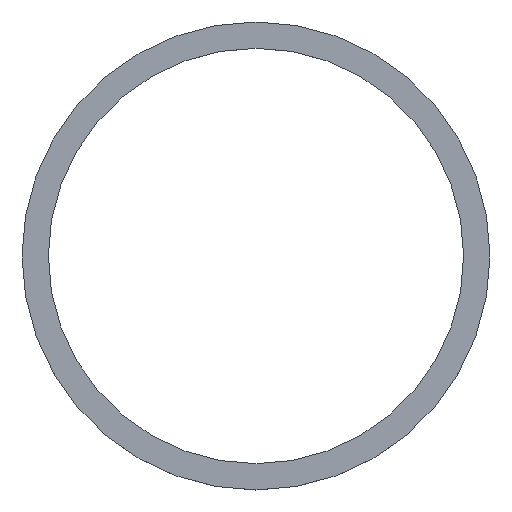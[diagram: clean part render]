
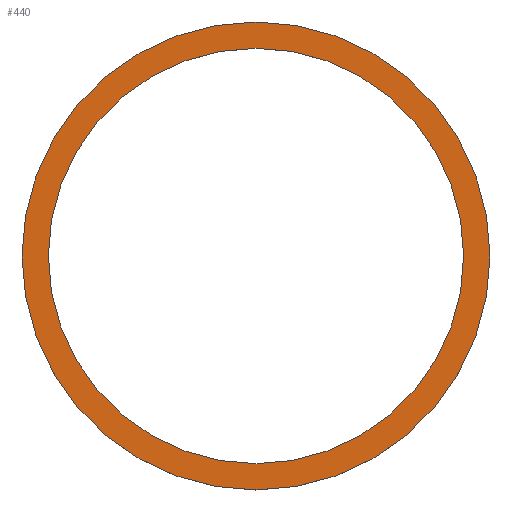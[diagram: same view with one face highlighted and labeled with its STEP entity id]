
A CAD part, top view. The second image highlights one B-rep face of the part: STEP entity #440.
In plain terms, the highlighted planar face has unit normal (0, 0, 1).
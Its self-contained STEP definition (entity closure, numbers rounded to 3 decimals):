
#8 = CARTESIAN_POINT ( 'NONE',  ( 0., 0., 0. ) ) ;
#10 = DIRECTION ( 'NONE',  ( 0., 0., 1. ) ) ;
#15 = AXIS2_PLACEMENT_3D ( 'NONE', #332, #314, #311 ) ;
#39 = CIRCLE ( 'NONE', #15, 120. ) ;
#53 = PLANE ( 'NONE',  #350 ) ;
#58 = CARTESIAN_POINT ( 'NONE',  ( 120., 0., 0. ) ) ;
#84 = CARTESIAN_POINT ( 'NONE',  ( 106.5, 0., 0. ) ) ;
#93 = CARTESIAN_POINT ( 'NONE',  ( 0., 0., 0. ) ) ;
#96 = DIRECTION ( 'NONE',  ( 1., 0., 0. ) ) ;
#115 = VERTEX_POINT ( 'NONE', #58 ) ;
#131 = EDGE_LOOP ( 'NONE', ( #291, #146 ) ) ;
#135 = DIRECTION ( 'NONE',  ( 0., 0., 1. ) ) ;
#136 = EDGE_CURVE ( 'NONE', #115, #163, #39, .T. ) ;
#141 = CIRCLE ( 'NONE', #518, 120. ) ;
#146 = ORIENTED_EDGE ( 'NONE', *, *, #317, .F. ) ;
#163 = VERTEX_POINT ( 'NONE', #296 ) ;
#171 = AXIS2_PLACEMENT_3D ( 'NONE', #93, #10, #96 ) ;
#211 = DIRECTION ( 'NONE',  ( -1., 0., 0. ) ) ;
#223 = EDGE_LOOP ( 'NONE', ( #264, #328 ) ) ;
#247 = EDGE_CURVE ( 'NONE', #163, #115, #141, .T. ) ;
#264 = ORIENTED_EDGE ( 'NONE', *, *, #136, .T. ) ;
#275 = VERTEX_POINT ( 'NONE', #347 ) ;
#280 = VERTEX_POINT ( 'NONE', #84 ) ;
#285 = EDGE_CURVE ( 'NONE', #280, #275, #472, .T. ) ;
#291 = ORIENTED_EDGE ( 'NONE', *, *, #285, .F. ) ;
#296 = CARTESIAN_POINT ( 'NONE',  ( -120., 0., 0. ) ) ;
#311 = DIRECTION ( 'NONE',  ( 1., 0., 0. ) ) ;
#314 = DIRECTION ( 'NONE',  ( 0., 0., 1. ) ) ;
#317 = EDGE_CURVE ( 'NONE', #275, #280, #443, .T. ) ;
#328 = ORIENTED_EDGE ( 'NONE', *, *, #247, .T. ) ;
#332 = CARTESIAN_POINT ( 'NONE',  ( 0., 0., 0. ) ) ;
#347 = CARTESIAN_POINT ( 'NONE',  ( -106.5, 0., 0. ) ) ;
#350 = AXIS2_PLACEMENT_3D ( 'NONE', #521, #506, #211 ) ;
#373 = FACE_OUTER_BOUND ( 'NONE', #223, .T. ) ;
#377 = CARTESIAN_POINT ( 'NONE',  ( 0., 0., 0. ) ) ;
#404 = FACE_BOUND ( 'NONE', #131, .T. ) ;
#440 = ADVANCED_FACE ( 'NONE', ( #404, #373 ), #53, .F. ) ;
#443 = CIRCLE ( 'NONE', #496, 106.5 ) ;
#458 = DIRECTION ( 'NONE',  ( 1., 0., 0. ) ) ;
#472 = CIRCLE ( 'NONE', #171, 106.5 ) ;
#489 = DIRECTION ( 'NONE',  ( 0., 0., 1. ) ) ;
#496 = AXIS2_PLACEMENT_3D ( 'NONE', #377, #135, #458 ) ;
#506 = DIRECTION ( 'NONE',  ( 0., 0., -1. ) ) ;
#515 = DIRECTION ( 'NONE',  ( 1., 0., 0. ) ) ;
#518 = AXIS2_PLACEMENT_3D ( 'NONE', #8, #489, #515 ) ;
#521 = CARTESIAN_POINT ( 'NONE',  ( 0., 106.5, 0. ) ) ;
